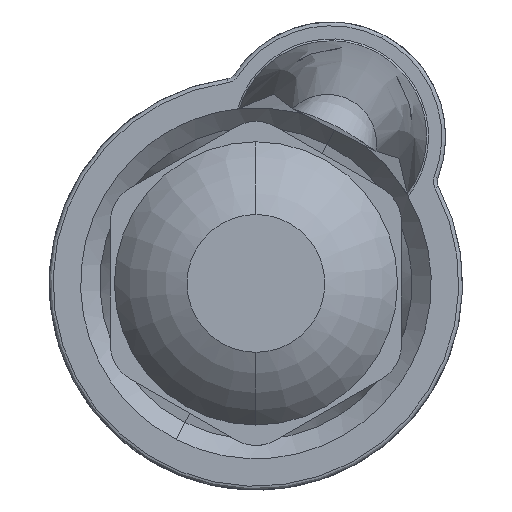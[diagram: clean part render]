
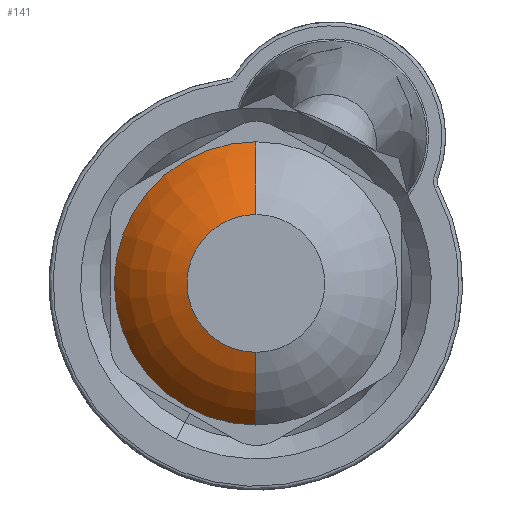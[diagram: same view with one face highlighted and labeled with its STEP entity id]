
A CAD part, left-side view. The second image highlights one B-rep face of the part: STEP entity #141.
In plain terms, the highlighted toroidal (fillet/blend) face has major radius 0.388 mm and minor radius 4 mm.
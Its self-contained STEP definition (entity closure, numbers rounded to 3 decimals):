
#141 = ADVANCED_FACE ( 'NONE', ( #4415 ), #5607, .T. ) ;
#1408 = CARTESIAN_POINT ( 'NONE',  ( -5.8, 0., 0. ) ) ;
#1409 = DIRECTION ( 'NONE',  ( 1., 0., 0. ) ) ;
#1410 = DIRECTION ( 'NONE',  ( 0., 0., -1. ) ) ;
#1657 = EDGE_LOOP ( 'NONE', ( #4688, #5386, #5397, #4754 ) ) ;
#2058 = AXIS2_PLACEMENT_3D ( 'NONE', #3110, #3111, #3112 ) ;
#2060 = AXIS2_PLACEMENT_3D ( 'NONE', #3105, #3106, #3107 ) ;
#2063 = CIRCLE ( 'NONE', #2060, 1.8 ) ;
#2064 = AXIS2_PLACEMENT_3D ( 'NONE', #3098, #3099, #3100 ) ;
#2065 = CIRCLE ( 'NONE', #2058, 4. ) ;
#2070 = CIRCLE ( 'NONE', #2064, 4. ) ;
#2832 = AXIS2_PLACEMENT_3D ( 'NONE', #1408, #1409, #1410 ) ;
#2839 = CIRCLE ( 'NONE', #2832, 3.7 ) ;
#2938 = CARTESIAN_POINT ( 'NONE',  ( -5.8, 0., 3.7 ) ) ;
#2950 = CARTESIAN_POINT ( 'NONE',  ( -7.3, 0., 1.8 ) ) ;
#2993 = CARTESIAN_POINT ( 'NONE',  ( -7.3, 0., -1.8 ) ) ;
#2996 = CARTESIAN_POINT ( 'NONE',  ( -5.8, 0., -3.7 ) ) ;
#3098 = CARTESIAN_POINT ( 'NONE',  ( -3.558, 0., -0.388 ) ) ;
#3099 = DIRECTION ( 'NONE',  ( 0., -1., 0. ) ) ;
#3100 = DIRECTION ( 'NONE',  ( 0., 0., -1. ) ) ;
#3105 = CARTESIAN_POINT ( 'NONE',  ( -7.3, 0., 0. ) ) ;
#3106 = DIRECTION ( 'NONE',  ( 1., 0., 0. ) ) ;
#3107 = DIRECTION ( 'NONE',  ( 0., 0., -1. ) ) ;
#3110 = CARTESIAN_POINT ( 'NONE',  ( -3.558, 0., 0.388 ) ) ;
#3111 = DIRECTION ( 'NONE',  ( 0., 1., 0. ) ) ;
#3112 = DIRECTION ( 'NONE',  ( 0., 0., 1. ) ) ;
#3197 = VERTEX_POINT ( 'NONE', #2938 ) ;
#3213 = VERTEX_POINT ( 'NONE', #2950 ) ;
#3292 = VERTEX_POINT ( 'NONE', #2993 ) ;
#3293 = VERTEX_POINT ( 'NONE', #2996 ) ;
#4410 = DIRECTION ( 'NONE',  ( 1., 0., 0. ) ) ;
#4415 = FACE_OUTER_BOUND ( 'NONE', #1657, .T. ) ;
#4417 = CARTESIAN_POINT ( 'NONE',  ( -3.558, 0., 0. ) ) ;
#4420 = DIRECTION ( 'NONE',  ( 0., 0., -1. ) ) ;
#4688 = ORIENTED_EDGE ( 'NONE', *, *, #4936, .T. ) ;
#4754 = ORIENTED_EDGE ( 'NONE', *, *, #4934, .F. ) ;
#4934 = EDGE_CURVE ( 'NONE', #3292, #3293, #2070, .T. ) ;
#4936 = EDGE_CURVE ( 'NONE', #3292, #3213, #2063, .T. ) ;
#4937 = EDGE_CURVE ( 'NONE', #3213, #3197, #2065, .T. ) ;
#5023 = EDGE_CURVE ( 'NONE', #3293, #3197, #2839, .T. ) ;
#5386 = ORIENTED_EDGE ( 'NONE', *, *, #4937, .T. ) ;
#5397 = ORIENTED_EDGE ( 'NONE', *, *, #5023, .F. ) ;
#5607 = TOROIDAL_SURFACE ( 'NONE', #5690, 0.388, 4. ) ;
#5690 = AXIS2_PLACEMENT_3D ( 'NONE', #4417, #4410, #4420 ) ;
